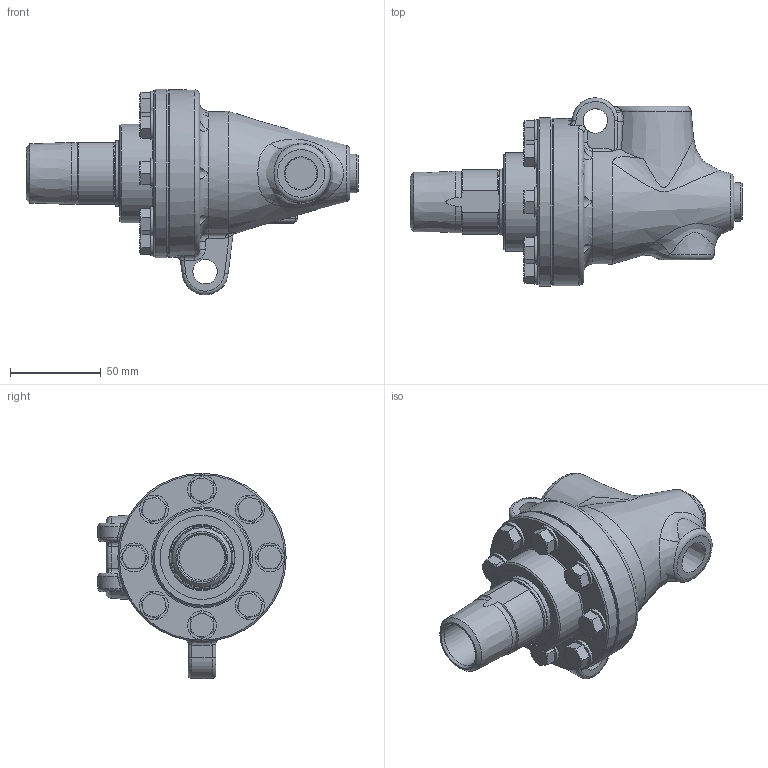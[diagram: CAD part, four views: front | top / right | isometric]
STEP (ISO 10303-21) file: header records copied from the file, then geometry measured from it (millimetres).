
FILE_DESCRIPTION(/* description */ (''),/* implementation_level */ '2;1');
FILE_NAME(/* name */ 'BC-54000-16-50-IC.stp',/* time_stamp */ '2020-05-18T15:17:37-05:00',/* author */ ('Moorera'),/* organization */ (''),/* preprocessor_version */ 'ST-DEVELOPER v18.1',/* originating_system */ 'Autodesk Inventor 2020',/* authorisation */ '');
FILE_SCHEMA (('AUTOMOTIVE_DESIGN { 1 0 10303 214 3 1 1 }'));
Length unit declared in the file: millimetre
Products named in the file (1): BC-54000-16-50-IC
Bounding box: 182.46 x 103.45 x 112.9 mm (x, y, z)
Volume: 473917.5 mm3; surface area: 66657.6 mm2
Topology: 1 solids, 10 shells, 814 faces, 2030 edges, 1301 vertices
Faces by surface type: plane 372, bspline 208, cylinder 113, cone 93, torus 26, sphere 2
Full cylindrical faces by diameter (mm): 6.401 x8, 7.938 x8, 8.4 x8, 8.6 x8, 8.738 x8, 12.7 x8, 13.5 x3, 15.875 x8, 17.475 x1, 25 x1, 28.575 x1, 35.8 x1, 36.35 x1, 46.1 x2, 47.4 x1, 54 x1, 91.9 x1, 92.2 x1, 92.5 x1
Entity records: 29752 total; most frequent: CARTESIAN_POINT 11101, ORIENTED_EDGE 4046, DIRECTION 3249, EDGE_CURVE 2023, VERTEX_POINT 1301, AXIS2_PLACEMENT_3D 1166, LINE 917, VECTOR 917
